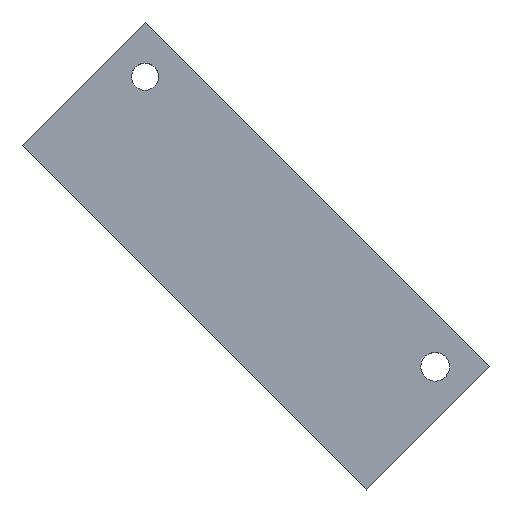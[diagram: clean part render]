
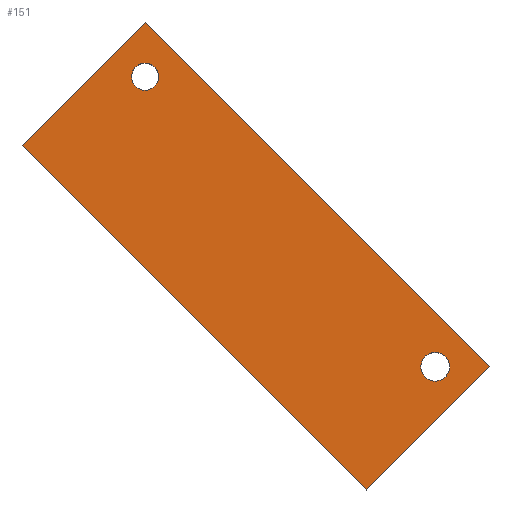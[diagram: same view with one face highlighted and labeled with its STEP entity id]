
A CAD part, top view. The second image highlights one B-rep face of the part: STEP entity #151.
In plain terms, the highlighted planar face has unit normal (0, 0, 1).
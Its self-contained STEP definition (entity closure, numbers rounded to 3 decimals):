
#15=FACE_BOUND('',#40,.T.);
#16=FACE_BOUND('',#41,.T.);
#23=PLANE('',#186);
#31=FACE_OUTER_BOUND('',#39,.T.);
#39=EDGE_LOOP('',(#131,#132,#133,#134));
#40=EDGE_LOOP('',(#135));
#41=EDGE_LOOP('',(#136));
#49=LINE('',#248,#63);
#52=LINE('',#254,#66);
#55=LINE('',#260,#69);
#58=LINE('',#264,#72);
#63=VECTOR('',#208,10.);
#66=VECTOR('',#213,10.);
#69=VECTOR('',#218,10.);
#72=VECTOR('',#223,10.);
#73=CIRCLE('',#177,1.49);
#75=CIRCLE('',#180,1.4);
#77=VERTEX_POINT('',#230);
#79=VERTEX_POINT('',#236);
#83=VERTEX_POINT('',#245);
#84=VERTEX_POINT('',#247);
#86=VERTEX_POINT('',#253);
#88=VERTEX_POINT('',#259);
#89=EDGE_CURVE('',#77,#77,#73,.T.);
#92=EDGE_CURVE('',#79,#79,#75,.T.);
#97=EDGE_CURVE('',#84,#83,#49,.T.);
#100=EDGE_CURVE('',#86,#84,#52,.T.);
#103=EDGE_CURVE('',#88,#86,#55,.T.);
#106=EDGE_CURVE('',#83,#88,#58,.T.);
#131=ORIENTED_EDGE('',*,*,#106,.T.);
#132=ORIENTED_EDGE('',*,*,#103,.T.);
#133=ORIENTED_EDGE('',*,*,#100,.T.);
#134=ORIENTED_EDGE('',*,*,#97,.T.);
#135=ORIENTED_EDGE('',*,*,#92,.T.);
#136=ORIENTED_EDGE('',*,*,#89,.T.);
#151=ADVANCED_FACE('',(#31,#15,#16),#23,.T.);
#177=AXIS2_PLACEMENT_3D('',#231,#192,#193);
#180=AXIS2_PLACEMENT_3D('',#237,#199,#200);
#186=AXIS2_PLACEMENT_3D('',#265,#224,#225);
#192=DIRECTION('center_axis',(0.,0.,-1.));
#193=DIRECTION('ref_axis',(-1.,0.,0.));
#199=DIRECTION('center_axis',(0.,0.,-1.));
#200=DIRECTION('ref_axis',(-1.,0.,0.));
#208=DIRECTION('',(-0.707,0.707,0.));
#213=DIRECTION('',(0.707,0.707,0.));
#218=DIRECTION('',(0.707,-0.707,0.));
#223=DIRECTION('',(-0.707,-0.707,0.));
#224=DIRECTION('center_axis',(0.,0.,1.));
#225=DIRECTION('ref_axis',(1.,0.,0.));
#230=CARTESIAN_POINT('',(-9.879,45.273,10.));
#231=CARTESIAN_POINT('Origin',(-11.369,45.273,10.));
#236=CARTESIAN_POINT('',(-39.969,75.273,10.));
#237=CARTESIAN_POINT('Origin',(-41.369,75.273,10.));
#245=CARTESIAN_POINT('',(-41.369,80.93,10.));
#247=CARTESIAN_POINT('',(-5.712,45.273,10.));
#248=CARTESIAN_POINT('',(-5.712,45.273,10.));
#253=CARTESIAN_POINT('',(-18.44,32.545,10.));
#254=CARTESIAN_POINT('',(-11.369,39.616,10.));
#259=CARTESIAN_POINT('',(-54.097,68.202,10.));
#260=CARTESIAN_POINT('',(-54.097,68.202,10.));
#264=CARTESIAN_POINT('',(-41.369,80.93,10.));
#265=CARTESIAN_POINT('Origin',(-26.369,60.273,10.));
